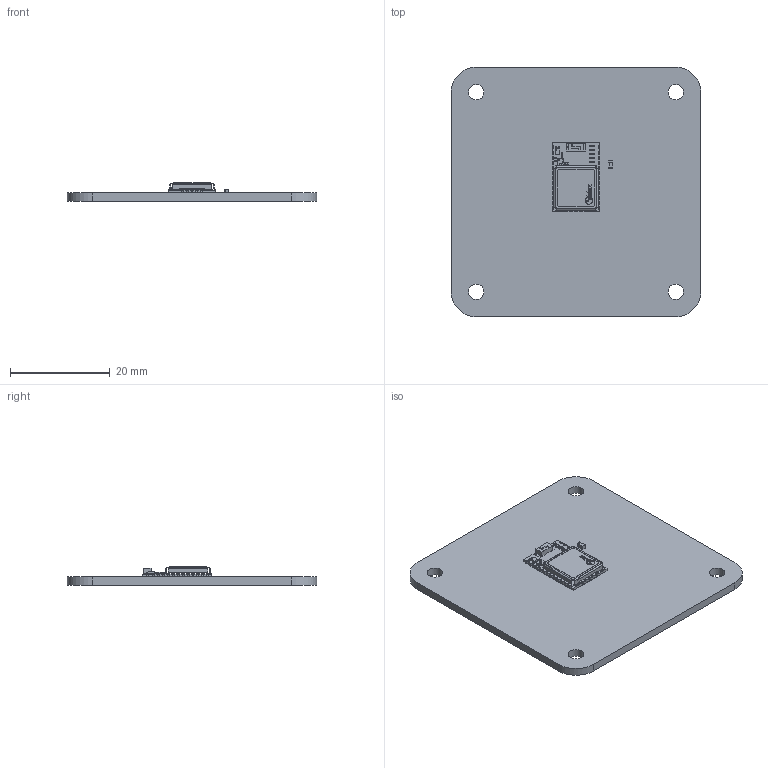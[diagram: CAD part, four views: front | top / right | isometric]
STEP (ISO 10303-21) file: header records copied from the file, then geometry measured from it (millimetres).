
FILE_DESCRIPTION(('Open CASCADE Model'),'2;1');
FILE_NAME('Open CASCADE Shape Model','2018-05-16T14:07:39',('Author'),( 'Open CASCADE'),'Open CASCADE STEP processor 6.8','Open CASCADE 6.8' ,'Unknown');
FILE_SCHEMA(('AUTOMOTIVE_DESIGN { 1 0 10303 214 1 1 1 1 }'));
Length unit declared in the file: millimetre
Products named in the file (15): PCB; Board; C1; Capacitor_0603; U1; CAM-M8Q; SAW_FILTER; C0201; L0201; NJG1143UA2; SHIELDING_COVER_FOR_CAM_Default; R0201; CAM_PCB; GPS_CHIP_ANT; u-blox_MAX_label_Default
Assembly tree (20 placements, depth 4):
  PCB
    Board
    C1
      Capacitor_0603
    U1
      CAM-M8Q
        SAW_FILTER
        C0201  x3
        L0201
        NJG1143UA2
        SHIELDING_COVER_FOR_CAM_Default
        R0201  x5
        CAM_PCB
        GPS_CHIP_ANT
        u-blox_MAX_label_Default
Bounding box: 50 x 50 x 3.66 mm (x, y, z)
Volume: 4129.8 mm3; surface area: 5966 mm2
Topology: 48 solids, 48 shells, 1364 faces, 3419 edges, 2160 vertices
Faces by surface type: plane 927, cylinder 297, torus 56, bspline 44, sphere 40
Full cylindrical faces by diameter (mm): 3.1 x4
Entity records: 39203 total; most frequent: CARTESIAN_POINT 6224, ORIENTED_EDGE 5470, DIRECTION 5203, EDGE_CURVE 2735, LINE 2181, VECTOR 2181, VERTEX_POINT 1764, AXIS2_PLACEMENT_3D 1511
